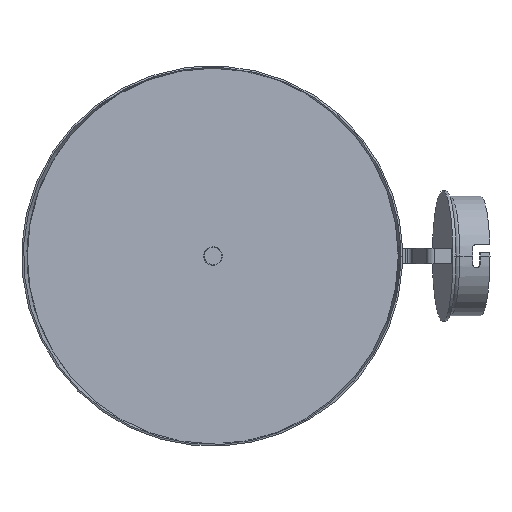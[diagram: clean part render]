
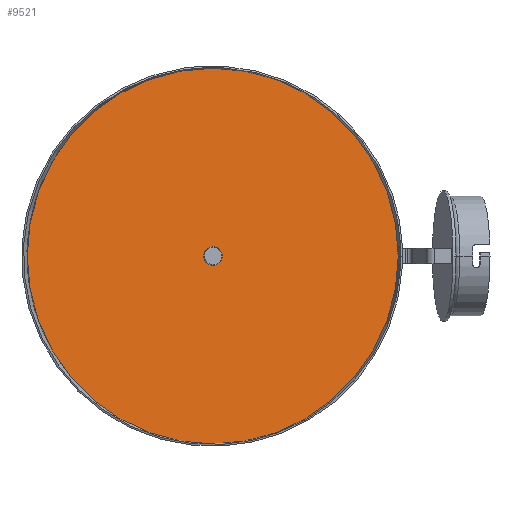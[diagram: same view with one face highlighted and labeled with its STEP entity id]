
A CAD part, front view. The second image highlights one B-rep face of the part: STEP entity #9521.
In plain terms, the highlighted face is planar.
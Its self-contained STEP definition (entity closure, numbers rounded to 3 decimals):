
#124 = AXIS2_PLACEMENT_3D ( 'NONE', #9732, #5646, #3616 ) ;
#495 = FACE_OUTER_BOUND ( 'NONE', #4264, .T. ) ;
#807 = VERTEX_POINT ( 'NONE', #12110 ) ;
#896 = DIRECTION ( 'NONE',  ( 1., 0., 0. ) ) ;
#1118 = PLANE ( 'NONE',  #9659 ) ;
#1308 = DIRECTION ( 'NONE',  ( 1., 0., 0. ) ) ;
#1867 = EDGE_CURVE ( 'NONE', #807, #2872, #7948, .T. ) ;
#2055 = CIRCLE ( 'NONE', #2260, 3.5 ) ;
#2058 = EDGE_CURVE ( 'NONE', #2872, #807, #9550, .T. ) ;
#2172 = EDGE_LOOP ( 'NONE', ( #10407, #5293 ) ) ;
#2260 = AXIS2_PLACEMENT_3D ( 'NONE', #6545, #9626, #11619 ) ;
#2362 = CARTESIAN_POINT ( 'NONE',  ( -3.5, 0., 3. ) ) ;
#2872 = VERTEX_POINT ( 'NONE', #9651 ) ;
#2998 = ORIENTED_EDGE ( 'NONE', *, *, #2058, .T. ) ;
#3204 = DIRECTION ( 'NONE',  ( 0., 0., 1. ) ) ;
#3246 = CARTESIAN_POINT ( 'NONE',  ( 0., 0., 3. ) ) ;
#3353 = CIRCLE ( 'NONE', #6229, 3.5 ) ;
#3616 = DIRECTION ( 'NONE',  ( 1., 0., 0. ) ) ;
#3921 = EDGE_CURVE ( 'NONE', #7020, #7074, #2055, .T. ) ;
#3928 = ORIENTED_EDGE ( 'NONE', *, *, #1867, .T. ) ;
#4264 = EDGE_LOOP ( 'NONE', ( #3928, #2998 ) ) ;
#4706 = CARTESIAN_POINT ( 'NONE',  ( 3.5, 0., 3. ) ) ;
#5090 = FACE_BOUND ( 'NONE', #2172, .T. ) ;
#5293 = ORIENTED_EDGE ( 'NONE', *, *, #3921, .F. ) ;
#5337 = DIRECTION ( 'NONE',  ( 0., 0., 1. ) ) ;
#5646 = DIRECTION ( 'NONE',  ( 0., 0., 1. ) ) ;
#6229 = AXIS2_PLACEMENT_3D ( 'NONE', #8231, #3204, #10295 ) ;
#6545 = CARTESIAN_POINT ( 'NONE',  ( 0., 0., 3. ) ) ;
#7020 = VERTEX_POINT ( 'NONE', #2362 ) ;
#7074 = VERTEX_POINT ( 'NONE', #4706 ) ;
#7147 = AXIS2_PLACEMENT_3D ( 'NONE', #9822, #12012, #896 ) ;
#7948 = CIRCLE ( 'NONE', #124, 122.5 ) ;
#8231 = CARTESIAN_POINT ( 'NONE',  ( 0., 0., 3. ) ) ;
#9521 = ADVANCED_FACE ( 'NONE', ( #5090, #495 ), #1118, .T. ) ;
#9527 = EDGE_CURVE ( 'NONE', #7074, #7020, #3353, .T. ) ;
#9550 = CIRCLE ( 'NONE', #7147, 122.5 ) ;
#9626 = DIRECTION ( 'NONE',  ( 0., 0., 1. ) ) ;
#9651 = CARTESIAN_POINT ( 'NONE',  ( 122.5, 0., 3. ) ) ;
#9659 = AXIS2_PLACEMENT_3D ( 'NONE', #3246, #5337, #1308 ) ;
#9732 = CARTESIAN_POINT ( 'NONE',  ( 0., 0., 3. ) ) ;
#9822 = CARTESIAN_POINT ( 'NONE',  ( 0., 0., 3. ) ) ;
#10295 = DIRECTION ( 'NONE',  ( 1., 0., 0. ) ) ;
#10407 = ORIENTED_EDGE ( 'NONE', *, *, #9527, .F. ) ;
#11619 = DIRECTION ( 'NONE',  ( 1., 0., 0. ) ) ;
#12012 = DIRECTION ( 'NONE',  ( 0., 0., 1. ) ) ;
#12110 = CARTESIAN_POINT ( 'NONE',  ( -122.5, 0., 3. ) ) ;
